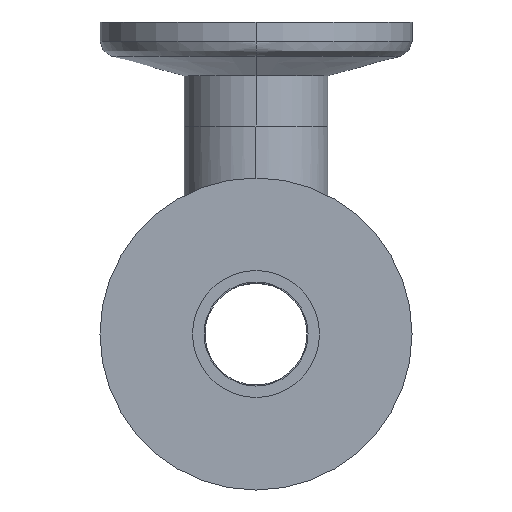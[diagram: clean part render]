
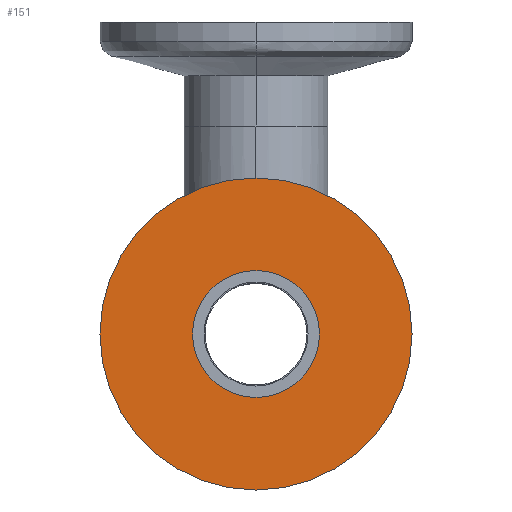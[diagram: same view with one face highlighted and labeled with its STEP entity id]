
A CAD part, left-side view. The second image highlights one B-rep face of the part: STEP entity #151.
In plain terms, the highlighted face is planar.
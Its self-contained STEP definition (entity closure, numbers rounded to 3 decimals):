
#151=ADVANCED_FACE('',(#382,#383),#381,.T.);
#381=PLANE('',#647);
#382=FACE_OUTER_BOUND('',#648,.T.);
#383=FACE_BOUND('',#649,.T.);
#644=CARTESIAN_POINT('',(10.,-31.177,19.5));
#645=DIRECTION('',(1.,0.,0.));
#646=DIRECTION('',(0.,0.,-1.));
#647=AXIS2_PLACEMENT_3D('',#644,#645,#646);
#648=EDGE_LOOP('',(#890,#891));
#649=EDGE_LOOP('',(#892,#893));
#890=ORIENTED_EDGE('',*,*,#1007,.F.);
#891=ORIENTED_EDGE('',*,*,#1008,.F.);
#892=ORIENTED_EDGE('',*,*,#1009,.T.);
#893=ORIENTED_EDGE('',*,*,#1010,.T.);
#1007=EDGE_CURVE('',#1418,#1419,#1420,.T.);
#1008=EDGE_CURVE('',#1419,#1418,#1426,.T.);
#1009=EDGE_CURVE('',#1432,#1433,#1434,.T.);
#1010=EDGE_CURVE('',#1433,#1432,#1440,.T.);
#1418=VERTEX_POINT('',#1975);
#1419=VERTEX_POINT('',#1976);
#1420=CIRCLE('',#1980,15.);
#1426=CIRCLE('',#1984,15.);
#1432=VERTEX_POINT('',#1985);
#1433=VERTEX_POINT('',#1986);
#1434=CIRCLE('',#1990,6.1);
#1440=CIRCLE('',#1994,6.1);
#1975=CARTESIAN_POINT('',(10.,0.,-15.));
#1976=CARTESIAN_POINT('',(10.,0.,15.));
#1977=CARTESIAN_POINT('',(10.,0.,0.));
#1978=DIRECTION('',(-1.,0.,0.));
#1979=DIRECTION('',(0.,0.,1.));
#1980=AXIS2_PLACEMENT_3D('',#1977,#1978,#1979);
#1981=CARTESIAN_POINT('',(10.,0.,0.));
#1982=DIRECTION('',(-1.,0.,0.));
#1983=DIRECTION('',(0.,0.,1.));
#1984=AXIS2_PLACEMENT_3D('',#1981,#1982,#1983);
#1985=CARTESIAN_POINT('',(10.,0.,6.1));
#1986=CARTESIAN_POINT('',(10.,0.,-6.1));
#1987=CARTESIAN_POINT('',(10.,0.,0.));
#1988=DIRECTION('',(-1.,0.,0.));
#1989=DIRECTION('',(0.,0.,1.));
#1990=AXIS2_PLACEMENT_3D('',#1987,#1988,#1989);
#1991=CARTESIAN_POINT('',(10.,0.,0.));
#1992=DIRECTION('',(-1.,0.,0.));
#1993=DIRECTION('',(0.,0.,1.));
#1994=AXIS2_PLACEMENT_3D('',#1991,#1992,#1993);
